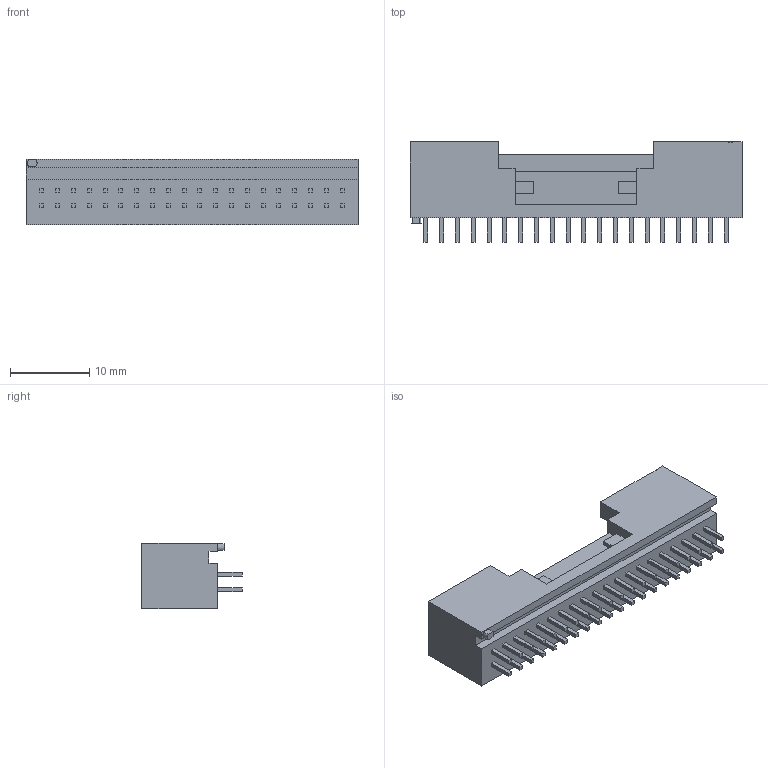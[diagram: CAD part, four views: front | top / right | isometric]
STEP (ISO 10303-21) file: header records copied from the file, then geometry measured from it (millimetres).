
FILE_DESCRIPTION (( 'STEP AP214' ), '1' );
FILE_NAME ('B40B-PUDSS-1.STEP', '2015-03-20T10:32:44', ( '' ), ( '' ), 'SwSTEP 2.0', 'SolidWorks 2009', '' );
FILE_SCHEMA (( 'AUTOMOTIVE_DESIGN' ));
Length unit declared in the file: millimetre
Products named in the file (1): B40B-PUDSS-1
Bounding box: 42 x 12.7 x 8.3 mm (x, y, z)
Volume: 1311.6 mm3; surface area: 2887.8 mm2
Topology: 1 solids, 1 shells, 463 faces, 1140 edges, 760 vertices
Faces by surface type: plane 461, cylinder 2
Entity records: 17812 total; most frequent: CARTESIAN_POINT 2364, ORIENTED_EDGE 2280, DIRECTION 2072, EDGE_CURVE 1140, LINE 1136, VECTOR 1136, VERTEX_POINT 760, EDGE_LOOP 544
